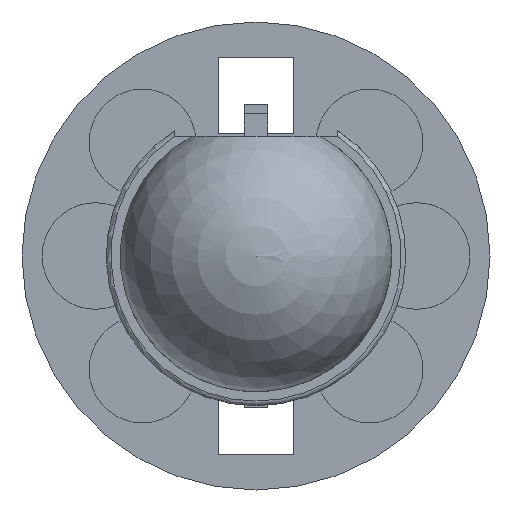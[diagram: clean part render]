
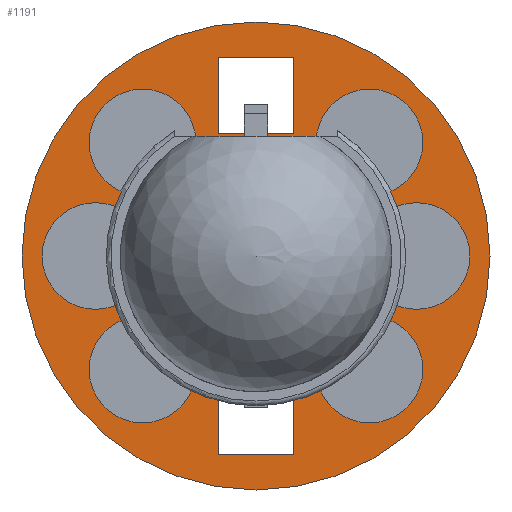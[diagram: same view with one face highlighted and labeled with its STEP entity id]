
A CAD part, front view. The second image highlights one B-rep face of the part: STEP entity #1191.
In plain terms, the highlighted planar face has unit normal (0, -1, 0).
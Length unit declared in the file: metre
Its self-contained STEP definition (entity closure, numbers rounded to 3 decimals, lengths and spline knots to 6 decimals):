
#80=PLANE('',#1352);
#100=CIRCLE('',#1353,0.00057);
#101=CIRCLE('',#1354,0.00057);
#102=CIRCLE('',#1355,0.00057);
#103=CIRCLE('',#1356,0.00057);
#104=CIRCLE('',#1357,0.00057);
#105=CIRCLE('',#1358,0.00057);
#106=CIRCLE('',#1359,0.0025);
#372=ORIENTED_EDGE('',*,*,#572,.T.);
#373=ORIENTED_EDGE('',*,*,#573,.T.);
#374=ORIENTED_EDGE('',*,*,#574,.T.);
#375=ORIENTED_EDGE('',*,*,#575,.F.);
#376=ORIENTED_EDGE('',*,*,#576,.F.);
#377=ORIENTED_EDGE('',*,*,#577,.F.);
#378=ORIENTED_EDGE('',*,*,#578,.T.);
#379=ORIENTED_EDGE('',*,*,#550,.T.);
#380=ORIENTED_EDGE('',*,*,#546,.F.);
#381=ORIENTED_EDGE('',*,*,#543,.F.);
#382=ORIENTED_EDGE('',*,*,#579,.F.);
#383=ORIENTED_EDGE('',*,*,#556,.T.);
#384=ORIENTED_EDGE('',*,*,#566,.T.);
#385=ORIENTED_EDGE('',*,*,#580,.F.);
#386=ORIENTED_EDGE('',*,*,#558,.F.);
#543=EDGE_CURVE('',#663,#664,#798,.T.);
#546=EDGE_CURVE('',#664,#666,#801,.T.);
#550=EDGE_CURVE('',#669,#666,#805,.T.);
#556=EDGE_CURVE('',#672,#674,#811,.T.);
#558=EDGE_CURVE('',#672,#676,#813,.T.);
#566=EDGE_CURVE('',#674,#682,#821,.T.);
#572=EDGE_CURVE('',#684,#684,#100,.T.);
#573=EDGE_CURVE('',#685,#685,#101,.T.);
#574=EDGE_CURVE('',#686,#686,#102,.T.);
#575=EDGE_CURVE('',#687,#687,#103,.F.);
#576=EDGE_CURVE('',#688,#688,#104,.F.);
#577=EDGE_CURVE('',#689,#689,#105,.T.);
#578=EDGE_CURVE('',#663,#669,#824,.T.);
#579=EDGE_CURVE('',#690,#690,#106,.T.);
#580=EDGE_CURVE('',#676,#682,#825,.T.);
#663=VERTEX_POINT('',#1948);
#664=VERTEX_POINT('',#1950);
#666=VERTEX_POINT('',#1956);
#669=VERTEX_POINT('',#1964);
#672=VERTEX_POINT('',#1971);
#674=VERTEX_POINT('',#1975);
#676=VERTEX_POINT('',#1981);
#682=VERTEX_POINT('',#1995);
#684=VERTEX_POINT('',#2006);
#685=VERTEX_POINT('',#2008);
#686=VERTEX_POINT('',#2010);
#687=VERTEX_POINT('',#2012);
#688=VERTEX_POINT('',#2014);
#689=VERTEX_POINT('',#2016);
#690=VERTEX_POINT('',#2019);
#798=LINE('',#1949,#927);
#801=LINE('',#1955,#930);
#805=LINE('',#1963,#934);
#811=LINE('',#1976,#940);
#813=LINE('',#1980,#942);
#821=LINE('',#1996,#950);
#824=LINE('',#2017,#953);
#825=LINE('',#2020,#954);
#927=VECTOR('',#1590,1.);
#930=VECTOR('',#1595,1.);
#934=VECTOR('',#1601,1.);
#940=VECTOR('',#1609,1.);
#942=VECTOR('',#1613,1.);
#950=VECTOR('',#1623,1.);
#953=VECTOR('',#1648,1.);
#954=VECTOR('',#1651,1.);
#1005=EDGE_LOOP('',(#372));
#1006=EDGE_LOOP('',(#373));
#1007=EDGE_LOOP('',(#374));
#1008=EDGE_LOOP('',(#375));
#1009=EDGE_LOOP('',(#376));
#1010=EDGE_LOOP('',(#377));
#1011=EDGE_LOOP('',(#378,#379,#380,#381));
#1012=EDGE_LOOP('',(#382));
#1013=EDGE_LOOP('',(#383,#384,#385,#386));
#1089=FACE_BOUND('',#1005,.T.);
#1090=FACE_BOUND('',#1006,.T.);
#1091=FACE_BOUND('',#1007,.T.);
#1092=FACE_BOUND('',#1008,.T.);
#1093=FACE_BOUND('',#1009,.T.);
#1094=FACE_BOUND('',#1010,.T.);
#1095=FACE_BOUND('',#1011,.T.);
#1096=FACE_BOUND('',#1012,.T.);
#1097=FACE_BOUND('',#1013,.T.);
#1191=ADVANCED_FACE('',(#1089,#1090,#1091,#1092,#1093,#1094,#1095,#1096,
#1097),#80,.F.);
#1352=AXIS2_PLACEMENT_3D('',#2004,#1634,#1635);
#1353=AXIS2_PLACEMENT_3D('',#2005,#1636,#1637);
#1354=AXIS2_PLACEMENT_3D('',#2007,#1638,#1639);
#1355=AXIS2_PLACEMENT_3D('',#2009,#1640,#1641);
#1356=AXIS2_PLACEMENT_3D('',#2011,#1642,#1643);
#1357=AXIS2_PLACEMENT_3D('',#2013,#1644,#1645);
#1358=AXIS2_PLACEMENT_3D('',#2015,#1646,#1647);
#1359=AXIS2_PLACEMENT_3D('',#2018,#1649,#1650);
#1590=DIRECTION('',(0.,0.,1.));
#1595=DIRECTION('',(-1.,0.,0.));
#1601=DIRECTION('',(0.,0.,1.));
#1609=DIRECTION('',(-1.,0.,0.));
#1613=DIRECTION('',(0.,0.,1.));
#1623=DIRECTION('',(0.,0.,1.));
#1634=DIRECTION('',(0.,1.,0.));
#1635=DIRECTION('',(-1.,0.,0.));
#1636=DIRECTION('',(0.,1.,0.));
#1637=DIRECTION('',(0.,0.,-1.));
#1638=DIRECTION('',(0.,1.,0.));
#1639=DIRECTION('',(0.,0.,-1.));
#1640=DIRECTION('',(0.,1.,0.));
#1641=DIRECTION('',(0.,0.,-1.));
#1642=DIRECTION('',(0.,1.,0.));
#1643=DIRECTION('',(0.,0.,1.));
#1644=DIRECTION('',(0.,1.,0.));
#1645=DIRECTION('',(0.,0.,1.));
#1646=DIRECTION('',(0.,-1.,0.));
#1647=DIRECTION('',(0.,0.,-1.));
#1648=DIRECTION('',(-1.,0.,0.));
#1649=DIRECTION('',(0.,1.,0.));
#1650=DIRECTION('',(0.,0.,1.));
#1651=DIRECTION('',(-1.,0.,0.));
#1948=CARTESIAN_POINT('',(0.000405,0.,-0.00212));
#1949=CARTESIAN_POINT('',(0.000405,0.,-0.001715));
#1950=CARTESIAN_POINT('',(0.000405,0.,-0.00131));
#1955=CARTESIAN_POINT('',(0.,0.,-0.00131));
#1956=CARTESIAN_POINT('',(-0.000405,0.,-0.00131));
#1963=CARTESIAN_POINT('',(-0.000405,0.,-0.001715));
#1964=CARTESIAN_POINT('',(-0.000405,0.,-0.00212));
#1971=CARTESIAN_POINT('',(0.000405,0.,0.00131));
#1975=CARTESIAN_POINT('',(-0.000405,0.,0.00131));
#1976=CARTESIAN_POINT('',(0.,0.,0.00131));
#1980=CARTESIAN_POINT('',(0.000405,0.,0.001715));
#1981=CARTESIAN_POINT('',(0.000405,0.,0.00212));
#1995=CARTESIAN_POINT('',(-0.000405,0.,0.00212));
#1996=CARTESIAN_POINT('',(-0.000405,0.,0.001715));
#2004=CARTESIAN_POINT('',(0.,0.,0.));
#2005=CARTESIAN_POINT('',(0.001213,0.,0.001213));
#2006=CARTESIAN_POINT('',(0.001213,0.,0.000643));
#2007=CARTESIAN_POINT('',(0.001715,0.,0.));
#2008=CARTESIAN_POINT('',(0.001715,0.,-0.00057));
#2009=CARTESIAN_POINT('',(0.001213,0.,-0.001213));
#2010=CARTESIAN_POINT('',(0.001213,0.,-0.001783));
#2011=CARTESIAN_POINT('',(-0.001213,0.,0.001213));
#2012=CARTESIAN_POINT('',(-0.001213,0.,0.001783));
#2013=CARTESIAN_POINT('',(-0.001715,0.,0.));
#2014=CARTESIAN_POINT('',(-0.001715,0.,0.00057));
#2015=CARTESIAN_POINT('',(-0.001213,0.,-0.001213));
#2016=CARTESIAN_POINT('',(-0.001213,0.,-0.001783));
#2017=CARTESIAN_POINT('',(0.,0.,-0.00212));
#2018=CARTESIAN_POINT('',(0.,0.,0.));
#2019=CARTESIAN_POINT('',(0.,0.,0.0025));
#2020=CARTESIAN_POINT('',(0.,0.,0.00212));
